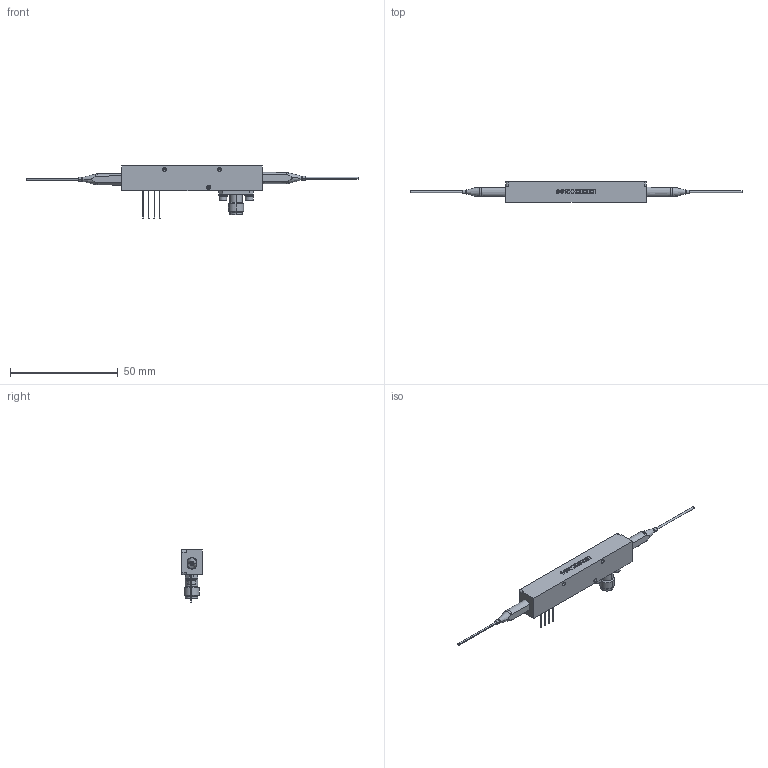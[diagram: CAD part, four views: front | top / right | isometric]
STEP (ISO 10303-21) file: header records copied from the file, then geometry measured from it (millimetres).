
FILE_DESCRIPTION (( 'STEP AP203' ), '1' );
FILE_NAME ('LNA6112 Populated For Export-E0W.STEP', '2021-06-01T20:52:18', ( '' ), ( '' ), 'SwSTEP 2.0', 'SolidWorks 2018', '' );
FILE_SCHEMA (( 'CONFIG_CONTROL_DESIGN' ));
Length unit declared in the file: inch
Products named in the file (1): LNA6112 Populated For Export-E0W
Bounding box: 153.79 x 9.62 x 24.1 mm (x, y, z)
Surface area: 4711.5 mm2 (no closed solid volume)
Topology: 0 solids, 51 shells, 433 faces, 2273 edges, 1860 vertices
Faces by surface type: plane 263, bspline 76, cylinder 45, cone 33, torus 16
Entity records: 31498 total; most frequent: CARTESIAN_POINT 15407, ORIENTED_EDGE 3036, DIRECTION 2573, EDGE_CURVE 2273, VERTEX_POINT 1860, LINE 1401, VECTOR 1401, B_SPLINE_CURVE_WITH_KNOTS 638
